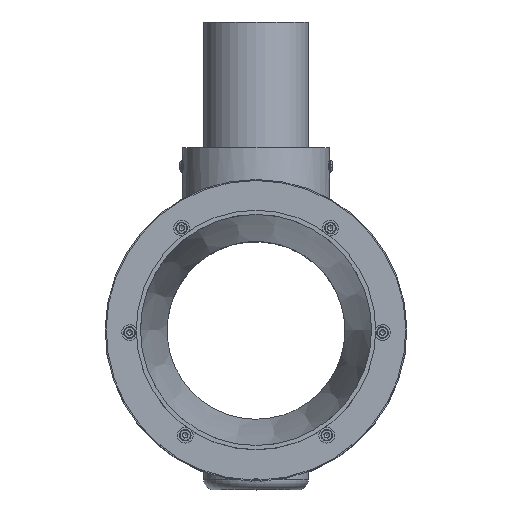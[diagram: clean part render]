
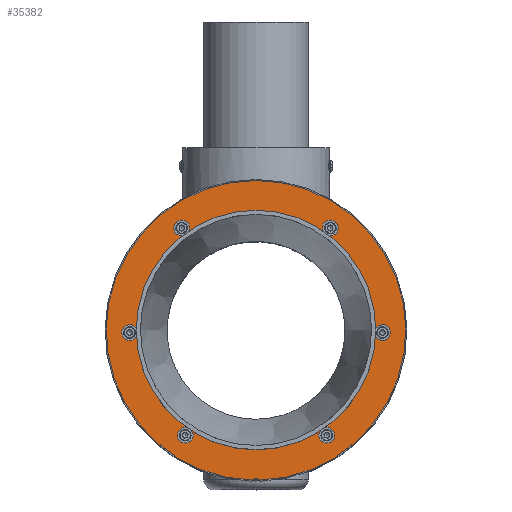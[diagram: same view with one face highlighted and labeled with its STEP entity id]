
A CAD part, top view. The second image highlights one B-rep face of the part: STEP entity #35382.
In plain terms, the highlighted planar face has unit normal (0, 0, 1).
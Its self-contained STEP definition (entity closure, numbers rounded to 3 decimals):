
#36 = VERTEX_POINT ( 'NONE', #28682 ) ;
#96 = ORIENTED_EDGE ( 'NONE', *, *, #18928, .T. ) ;
#408 = DIRECTION ( 'NONE',  ( 0., 0., -1. ) ) ;
#794 = CIRCLE ( 'NONE', #29885, 71.5 ) ;
#1332 = FACE_BOUND ( 'NONE', #10314, .T. ) ;
#1715 = CIRCLE ( 'NONE', #2315, 2. ) ;
#2218 = VERTEX_POINT ( 'NONE', #29032 ) ;
#2315 = AXIS2_PLACEMENT_3D ( 'NONE', #3309, #28893, #14853 ) ;
#2562 = CARTESIAN_POINT ( 'NONE',  ( 86.304, 22.863, 199.486 ) ) ;
#2875 = EDGE_LOOP ( 'NONE', ( #15288 ) ) ;
#3309 = CARTESIAN_POINT ( 'NONE',  ( 84.834, 24.22, 199.486 ) ) ;
#3312 = EDGE_LOOP ( 'NONE', ( #7903 ) ) ;
#3540 = CARTESIAN_POINT ( 'NONE',  ( 117.299, 45.033, 199.486 ) ) ;
#3641 = FACE_BOUND ( 'NONE', #3312, .T. ) ;
#4532 = CARTESIAN_POINT ( 'NONE',  ( 120.786, 43.652, 199.486 ) ) ;
#5385 = CARTESIAN_POINT ( 'NONE',  ( 51.566, 142.509, 199.486 ) ) ;
#5396 = VERTEX_POINT ( 'NONE', #31204 ) ;
#5465 = CARTESIAN_POINT ( 'NONE',  ( 87.039, 22.185, 199.486 ) ) ;
#5467 = AXIS2_PLACEMENT_3D ( 'NONE', #4532, #10241, #16082 ) ;
#6191 = DIRECTION ( 'NONE',  ( 1., 0., 0. ) ) ;
#6655 = FACE_BOUND ( 'NONE', #37576, .T. ) ;
#6857 = ORIENTED_EDGE ( 'NONE', *, *, #36759, .F. ) ;
#6874 = EDGE_CURVE ( 'NONE', #12424, #12424, #11109, .T. ) ;
#7903 = ORIENTED_EDGE ( 'NONE', *, *, #10953, .T. ) ;
#7947 = VERTEX_POINT ( 'NONE', #19757 ) ;
#8055 = VERTEX_POINT ( 'NONE', #11065 ) ;
#8460 = CARTESIAN_POINT ( 'NONE',  ( 87.039, 93.685, 199.486 ) ) ;
#8798 = VERTEX_POINT ( 'NONE', #31950 ) ;
#8900 = EDGE_CURVE ( 'NONE', #9784, #9784, #33965, .T. ) ;
#9352 = CARTESIAN_POINT ( 'NONE',  ( 122.511, 142.509, 199.486 ) ) ;
#9784 = VERTEX_POINT ( 'NONE', #3540 ) ;
#9986 = CIRCLE ( 'NONE', #36715, 3.75 ) ;
#10241 = DIRECTION ( 'NONE',  ( 0., 0., -1. ) ) ;
#10314 = EDGE_LOOP ( 'NONE', ( #29897 ) ) ;
#10716 = DIRECTION ( 'NONE',  ( 1., 0., 0. ) ) ;
#10953 = EDGE_CURVE ( 'NONE', #23609, #23609, #20587, .T. ) ;
#11065 = CARTESIAN_POINT ( 'NONE',  ( 122.407, 138.761, 199.486 ) ) ;
#11109 = CIRCLE ( 'NONE', #23139, 3.75 ) ;
#11743 = VERTEX_POINT ( 'NONE', #2562 ) ;
#11764 = EDGE_CURVE ( 'NONE', #7947, #11743, #1715, .T. ) ;
#11835 = DIRECTION ( 'NONE',  ( 0., 0., -1. ) ) ;
#11994 = AXIS2_PLACEMENT_3D ( 'NONE', #5465, #20604, #6191 ) ;
#12424 = VERTEX_POINT ( 'NONE', #23969 ) ;
#12472 = DIRECTION ( 'NONE',  ( 0., 0., 1. ) ) ;
#12605 = ORIENTED_EDGE ( 'NONE', *, *, #19537, .T. ) ;
#13307 = CIRCLE ( 'NONE', #31491, 45.286 ) ;
#14853 = DIRECTION ( 'NONE',  ( 1., 0., 0. ) ) ;
#15129 = CARTESIAN_POINT ( 'NONE',  ( 89.243, 24.22, 199.486 ) ) ;
#15181 = PLANE ( 'NONE',  #31373 ) ;
#15212 = DIRECTION ( 'NONE',  ( 0., 0., -1. ) ) ;
#15288 = ORIENTED_EDGE ( 'NONE', *, *, #6874, .T. ) ;
#15542 = AXIS2_PLACEMENT_3D ( 'NONE', #5385, #22607, #34234 ) ;
#15949 = ORIENTED_EDGE ( 'NONE', *, *, #33094, .T. ) ;
#16082 = DIRECTION ( 'NONE',  ( -0.93, 0.368, 0. ) ) ;
#16519 = CARTESIAN_POINT ( 'NONE',  ( 147.379, 92.632, 199.486 ) ) ;
#16662 = EDGE_CURVE ( 'NONE', #36, #36, #13307, .T. ) ;
#16697 = CARTESIAN_POINT ( 'NONE',  ( 89.306, 22.221, 199.486 ) ) ;
#17718 = DIRECTION ( 'NONE',  ( -0.835, 0.551, 0. ) ) ;
#18090 = CARTESIAN_POINT ( 'NONE',  ( 26.698, 92.632, 199.486 ) ) ;
#18141 = AXIS2_PLACEMENT_3D ( 'NONE', #16519, #27706, #25236 ) ;
#18329 = CARTESIAN_POINT ( 'NONE',  ( 87.039, 93.685, 199.486 ) ) ;
#18485 = AXIS2_PLACEMENT_3D ( 'NONE', #15129, #23460, #35104 ) ;
#18925 = EDGE_CURVE ( 'NONE', #8055, #8055, #36099, .T. ) ;
#18928 = EDGE_CURVE ( 'NONE', #5396, #5396, #9986, .T. ) ;
#19000 = ORIENTED_EDGE ( 'NONE', *, *, #8900, .T. ) ;
#19537 = EDGE_CURVE ( 'NONE', #2218, #20515, #37396, .T. ) ;
#19757 = CARTESIAN_POINT ( 'NONE',  ( 84.771, 22.221, 199.486 ) ) ;
#19979 = DIRECTION ( 'NONE',  ( 0., 0., 1. ) ) ;
#20030 = EDGE_LOOP ( 'NONE', ( #21452 ) ) ;
#20233 = EDGE_CURVE ( 'NONE', #8798, #8798, #36856, .T. ) ;
#20515 = VERTEX_POINT ( 'NONE', #16697 ) ;
#20587 = CIRCLE ( 'NONE', #18141, 3.75 ) ;
#20604 = DIRECTION ( 'NONE',  ( 0., 0., 1. ) ) ;
#20709 = DIRECTION ( 'NONE',  ( -0.93, -0.368, 0. ) ) ;
#20901 = DIRECTION ( 'NONE',  ( -0.028, -1., 0. ) ) ;
#21452 = ORIENTED_EDGE ( 'NONE', *, *, #20233, .T. ) ;
#22607 = DIRECTION ( 'NONE',  ( 0., 0., -1. ) ) ;
#22873 = CIRCLE ( 'NONE', #11994, 1. ) ;
#23139 = AXIS2_PLACEMENT_3D ( 'NONE', #18090, #11835, #17718 ) ;
#23460 = DIRECTION ( 'NONE',  ( 0., 0., 1. ) ) ;
#23609 = VERTEX_POINT ( 'NONE', #35254 ) ;
#23969 = CARTESIAN_POINT ( 'NONE',  ( 23.567, 94.696, 199.486 ) ) ;
#24650 = DIRECTION ( 'NONE',  ( 0., 0., 1. ) ) ;
#25021 = DIRECTION ( 'NONE',  ( 1., 0., 0. ) ) ;
#25236 = DIRECTION ( 'NONE',  ( 1., 0., 0. ) ) ;
#27304 = FACE_BOUND ( 'NONE', #35326, .T. ) ;
#27706 = DIRECTION ( 'NONE',  ( 0., 0., -1. ) ) ;
#28682 = CARTESIAN_POINT ( 'NONE',  ( 132.324, 93.685, 199.486 ) ) ;
#28745 = AXIS2_PLACEMENT_3D ( 'NONE', #9352, #408, #20901 ) ;
#28893 = DIRECTION ( 'NONE',  ( 0., 0., 1. ) ) ;
#29032 = CARTESIAN_POINT ( 'NONE',  ( 87.773, 22.863, 199.486 ) ) ;
#29083 = CARTESIAN_POINT ( 'NONE',  ( 53.291, 43.652, 199.486 ) ) ;
#29606 = FACE_OUTER_BOUND ( 'NONE', #34375, .T. ) ;
#29885 = AXIS2_PLACEMENT_3D ( 'NONE', #8460, #19979, #10716 ) ;
#29897 = ORIENTED_EDGE ( 'NONE', *, *, #18925, .T. ) ;
#30366 = FACE_BOUND ( 'NONE', #2875, .T. ) ;
#31204 = CARTESIAN_POINT ( 'NONE',  ( 49.805, 42.272, 199.486 ) ) ;
#31324 = CARTESIAN_POINT ( 'NONE',  ( 87.039, 93.685, 199.486 ) ) ;
#31373 = AXIS2_PLACEMENT_3D ( 'NONE', #31324, #24650, #25021 ) ;
#31491 = AXIS2_PLACEMENT_3D ( 'NONE', #18329, #12472, #35477 ) ;
#31950 = CARTESIAN_POINT ( 'NONE',  ( 51.461, 146.258, 199.486 ) ) ;
#33094 = EDGE_CURVE ( 'NONE', #20515, #7947, #794, .T. ) ;
#33965 = CIRCLE ( 'NONE', #5467, 3.75 ) ;
#34199 = ORIENTED_EDGE ( 'NONE', *, *, #11764, .T. ) ;
#34234 = DIRECTION ( 'NONE',  ( -0.028, 1., 0. ) ) ;
#34375 = EDGE_LOOP ( 'NONE', ( #6857, #12605, #15949, #34199 ) ) ;
#35104 = DIRECTION ( 'NONE',  ( 1., 0., 0. ) ) ;
#35254 = CARTESIAN_POINT ( 'NONE',  ( 151.129, 92.632, 199.486 ) ) ;
#35326 = EDGE_LOOP ( 'NONE', ( #96 ) ) ;
#35382 = ADVANCED_FACE ( 'NONE', ( #36104, #27304, #6655, #29606, #1332, #30366, #3641, #35741 ), #15181, .T. ) ;
#35477 = DIRECTION ( 'NONE',  ( 1., 0., 0. ) ) ;
#35741 = FACE_BOUND ( 'NONE', #36704, .T. ) ;
#36099 = CIRCLE ( 'NONE', #28745, 3.75 ) ;
#36104 = FACE_BOUND ( 'NONE', #20030, .T. ) ;
#36704 = EDGE_LOOP ( 'NONE', ( #37624 ) ) ;
#36715 = AXIS2_PLACEMENT_3D ( 'NONE', #29083, #15212, #20709 ) ;
#36759 = EDGE_CURVE ( 'NONE', #2218, #11743, #22873, .T. ) ;
#36856 = CIRCLE ( 'NONE', #15542, 3.75 ) ;
#37396 = CIRCLE ( 'NONE', #18485, 2. ) ;
#37576 = EDGE_LOOP ( 'NONE', ( #19000 ) ) ;
#37624 = ORIENTED_EDGE ( 'NONE', *, *, #16662, .F. ) ;
